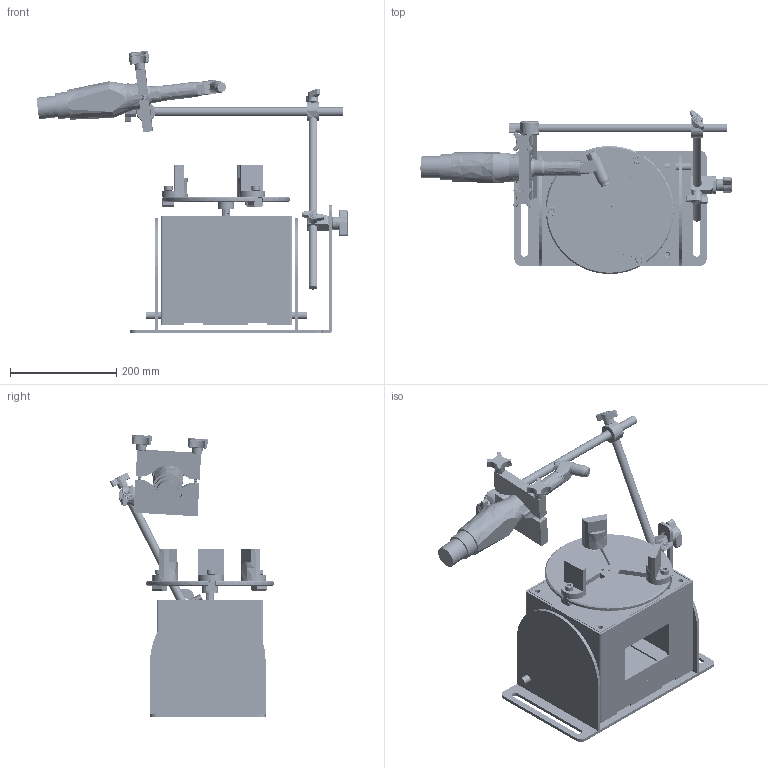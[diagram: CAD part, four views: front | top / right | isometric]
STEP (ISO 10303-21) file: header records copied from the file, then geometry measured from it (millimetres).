
FILE_DESCRIPTION(('FreeCAD Model'),'2;1');
FILE_NAME('Open CASCADE Shape Model','2025-05-09T04:21:21',('FreeCAD'),( 'FreeCAD'),'Open CASCADE STEP processor 7.6','FreeCAD','Unknown');
FILE_SCHEMA(('AUTOMOTIVE_DESIGN { 1 0 10303 214 1 1 1 1 }'));
Products named in the file (1): Open CASCADE STEP translator 7.6 1
Bounding box: 586.74 x 309.26 x 533.6 mm (x, y, z)
Volume: 3742724.6 mm3; surface area: 1266714.4 mm2
Topology: 41 solids, 41 shells, 1616 faces, 3859 edges, 2343 vertices
Faces by surface type: bspline 1616
Entity records: 121042 total; most frequent: CARTESIAN_POINT 98888, ORIENTED_EDGE 7664, EDGE_CURVE 3832, VERTEX_POINT 2343, B_SPLINE_CURVE_WITH_KNOTS 2236, FACE_BOUND 1769, EDGE_LOOP 1769, ADVANCED_FACE 1616
